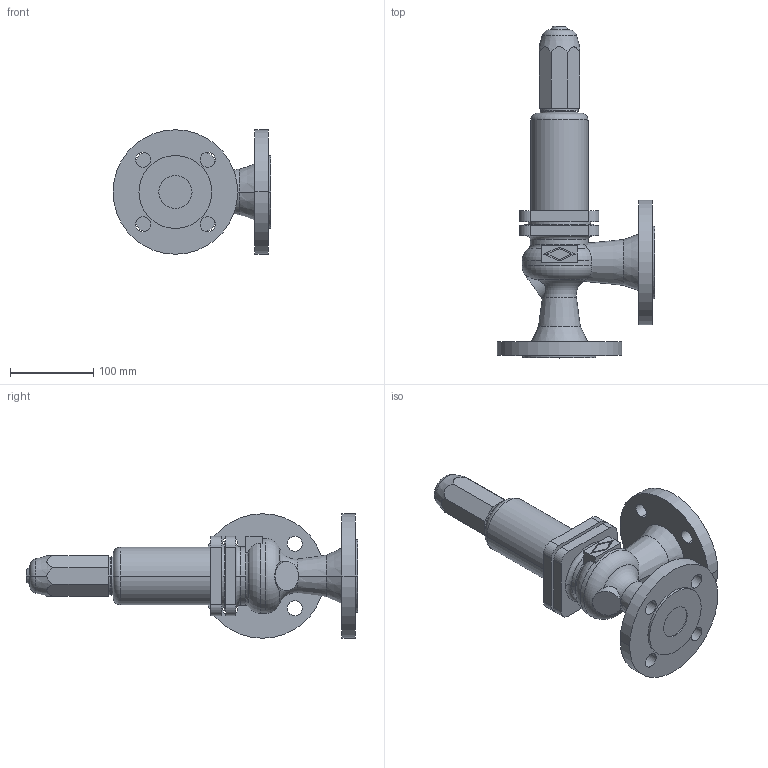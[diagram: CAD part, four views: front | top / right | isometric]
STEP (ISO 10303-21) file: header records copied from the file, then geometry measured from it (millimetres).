
FILE_DESCRIPTION(('Creo Elements/Direct Modeling STEP Export'),'2;1');
FILE_NAME('c000001740.stp','2013-12-03T 9:34:19',(''),(''),'Creo Elements/Direct Modeling STEP processor for AP214 (Solid Model)','Creo Elements/Direct Modeling 17.0D 15-Jul-2011 (C) Parametric Technology GmbH','');
FILE_SCHEMA(('AUTOMOTIVE_DESIGN { 1 0 10303 214 1 1 1 1 }'));
Length unit declared in the file: millimetre
Products named in the file (1): 1
Bounding box: 190 x 399.7 x 150 mm (x, y, z)
Volume: 2017422.4 mm3; surface area: 196717.7 mm2
Topology: 1 solids, 1 shells, 127 faces, 311 edges, 204 vertices
Faces by surface type: cylinder 53, plane 51, cone 12, torus 11
Entity records: 3787 total; most frequent: CARTESIAN_POINT 855, ORIENTED_EDGE 622, DIRECTION 568, EDGE_CURVE 311, AXIS2_PLACEMENT_3D 215, VERTEX_POINT 204, EDGE_LOOP 161, VECTOR 138
